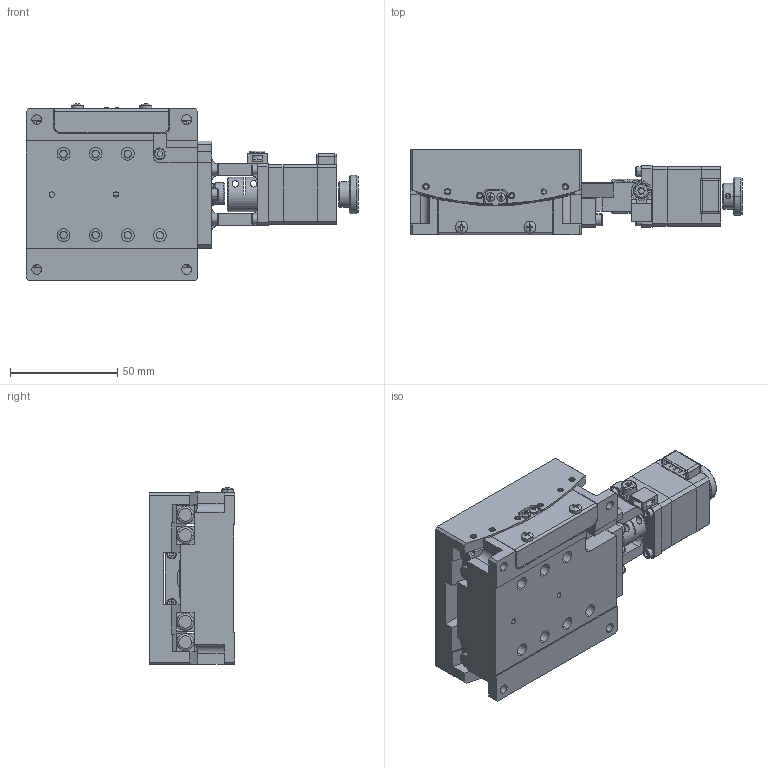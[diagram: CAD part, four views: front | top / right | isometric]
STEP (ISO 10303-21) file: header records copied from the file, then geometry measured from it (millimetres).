
FILE_DESCRIPTION (( 'STEP AP203' ), '1' );
FILE_NAME ('GON100-80-0.STEP', '2019-03-21T00:30:28', ( '' ), ( '' ), 'SwSTEP 2.0', 'SolidWorks 2017', '' );
FILE_SCHEMA (( 'CONFIG_CONTROL_DESIGN' ));
Length unit declared in the file: millimetre
Products named in the file (1): GON100-80-0
Bounding box: 155 x 40 x 82.37 mm (x, y, z)
Surface area: 68067.3 mm2 (no closed solid volume)
Topology: 0 solids, 80 shells, 867 faces, 2915 edges, 2050 vertices
Faces by surface type: plane 492, cylinder 247, torus 58, cone 54, sphere 12, bspline 4
Entity records: 33560 total; most frequent: CARTESIAN_POINT 7924, DIRECTION 5572, ORIENTED_EDGE 4644, EDGE_CURVE 2887, VERTEX_POINT 2050, AXIS2_PLACEMENT_3D 1974, VECTOR 1624, LINE 1624
